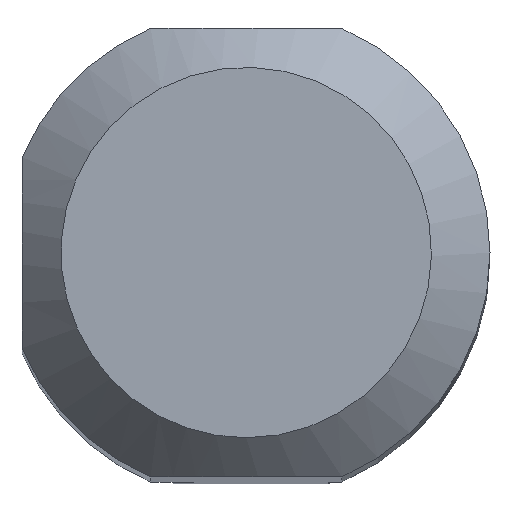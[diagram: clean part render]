
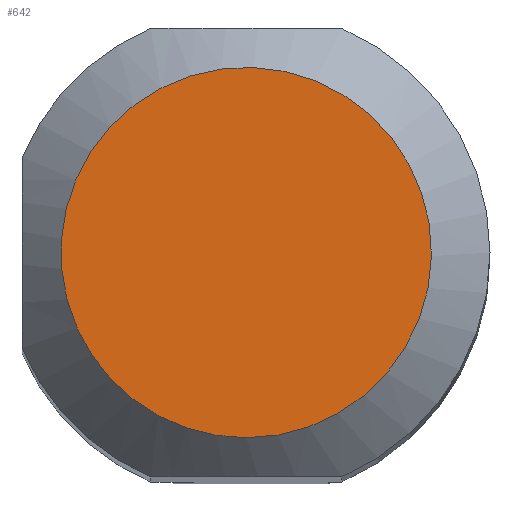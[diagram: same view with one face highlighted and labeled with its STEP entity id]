
A CAD part, top view. The second image highlights one B-rep face of the part: STEP entity #642.
In plain terms, the highlighted planar face has unit normal (0, 0, 1).
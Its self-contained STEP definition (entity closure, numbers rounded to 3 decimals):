
#414=CIRCLE('',#4834,9.49);
#642=ADVANCED_FACE('',(#1001),#776,.F.);
#776=PLANE('',#4835);
#1001=FACE_OUTER_BOUND('',#1233,.T.);
#1233=EDGE_LOOP('',(#2549));
#2549=ORIENTED_EDGE('',*,*,#3690,.T.);
#3024=VERTEX_POINT('',#7790);
#3690=EDGE_CURVE('',#3024,#3024,#414,.T.);
#4834=AXIS2_PLACEMENT_3D('',#7789,#5839,#5840);
#4835=AXIS2_PLACEMENT_3D('',#7791,#5841,#5842);
#5839=DIRECTION('',(0.,0.,1.));
#5840=DIRECTION('',(0.,-1.,0.));
#5841=DIRECTION('',(0.,0.,-1.));
#5842=DIRECTION('',(0.,1.,0.));
#7789=CARTESIAN_POINT('',(0.,0.,145.));
#7790=CARTESIAN_POINT('',(0.,-9.49,145.));
#7791=CARTESIAN_POINT('',(0.,0.,145.));
